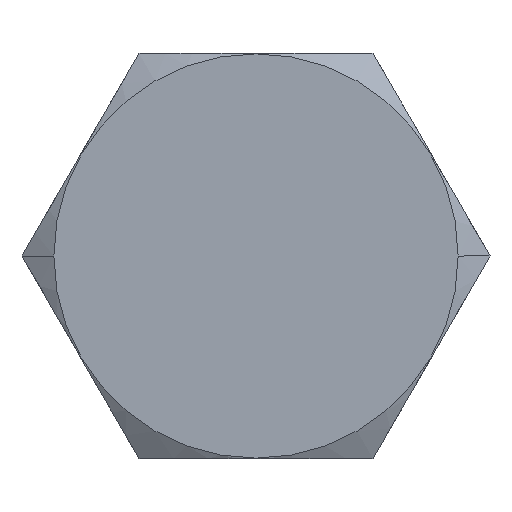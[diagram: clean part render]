
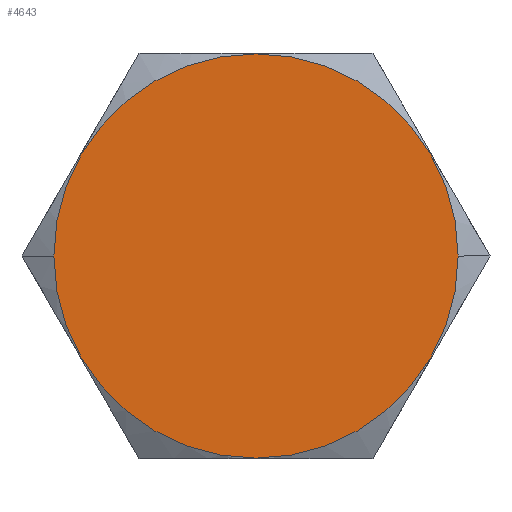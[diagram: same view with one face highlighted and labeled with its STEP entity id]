
A CAD part, left-side view. The second image highlights one B-rep face of the part: STEP entity #4643.
In plain terms, the highlighted planar face has unit normal (-1, 0, 0).
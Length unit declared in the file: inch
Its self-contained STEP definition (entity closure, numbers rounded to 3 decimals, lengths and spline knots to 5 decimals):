
#443 = AXIS2_PLACEMENT_3D ( 'NONE', #2304, #6165, #10827 ) ;
#541 = CARTESIAN_POINT ( 'NONE',  ( -0.984, 0., 0. ) ) ;
#1977 = EDGE_CURVE ( 'NONE', #8505, #12005, #5599, .T. ) ;
#2304 = CARTESIAN_POINT ( 'NONE',  ( -0.984, 0., 0. ) ) ;
#2821 = CIRCLE ( 'NONE', #9593, 0.561 ) ;
#4119 = PLANE ( 'NONE',  #443 ) ;
#4128 = CARTESIAN_POINT ( 'NONE',  ( -0.984, 0.561, 0. ) ) ;
#4184 = DIRECTION ( 'NONE',  ( 0., 1., 0. ) ) ;
#4643 = ADVANCED_FACE ( 'NONE', ( #11655 ), #4119, .T. ) ;
#5599 = CIRCLE ( 'NONE', #6701, 0.561 ) ;
#5735 = CARTESIAN_POINT ( 'NONE',  ( -0.984, -0.561, 0. ) ) ;
#5779 = EDGE_CURVE ( 'NONE', #12005, #8505, #2821, .T. ) ;
#6165 = DIRECTION ( 'NONE',  ( -1., 0., 0. ) ) ;
#6206 = DIRECTION ( 'NONE',  ( 1., 0., 0. ) ) ;
#6701 = AXIS2_PLACEMENT_3D ( 'NONE', #541, #6206, #8222 ) ;
#7832 = EDGE_LOOP ( 'NONE', ( #10118, #11297 ) ) ;
#8222 = DIRECTION ( 'NONE',  ( 0., 1., 0. ) ) ;
#8505 = VERTEX_POINT ( 'NONE', #5735 ) ;
#9593 = AXIS2_PLACEMENT_3D ( 'NONE', #11720, #9853, #4184 ) ;
#9853 = DIRECTION ( 'NONE',  ( 1., 0., 0. ) ) ;
#10118 = ORIENTED_EDGE ( 'NONE', *, *, #5779, .F. ) ;
#10827 = DIRECTION ( 'NONE',  ( 0., -1., 0. ) ) ;
#11297 = ORIENTED_EDGE ( 'NONE', *, *, #1977, .F. ) ;
#11655 = FACE_OUTER_BOUND ( 'NONE', #7832, .T. ) ;
#11720 = CARTESIAN_POINT ( 'NONE',  ( -0.984, 0., 0. ) ) ;
#12005 = VERTEX_POINT ( 'NONE', #4128 ) ;
